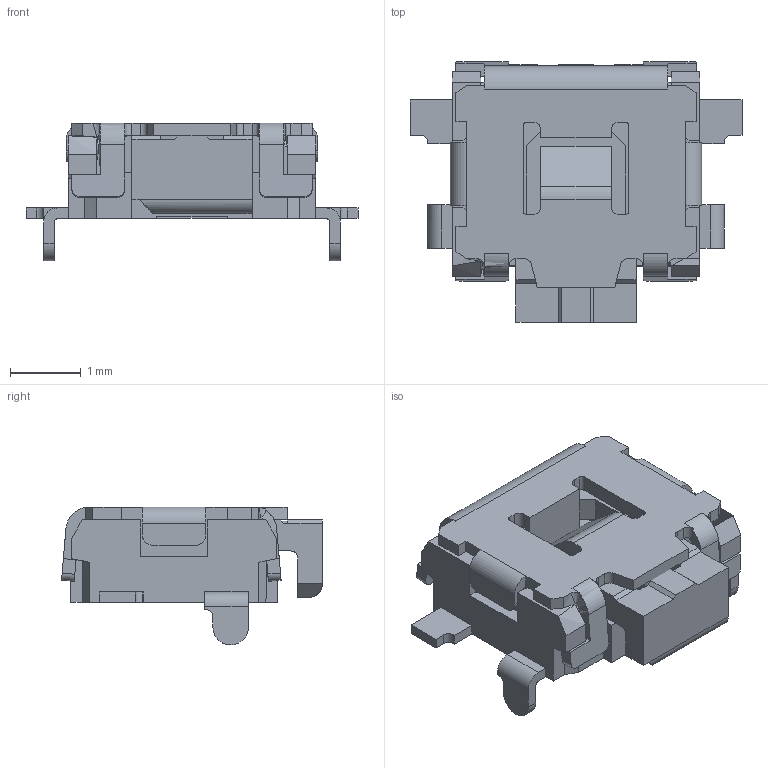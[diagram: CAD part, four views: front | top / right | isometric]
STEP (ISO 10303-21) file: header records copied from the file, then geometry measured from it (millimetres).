
FILE_DESCRIPTION(('FreeCAD Model'),'2;1');
FILE_NAME('EVQ9P701P.step','2020-11-01T16:32:26',( 'kicad StepUp'),('ksu MCAD'),'Open CASCADE STEP processor 7.4', 'FreeCAD','Unknown');
FILE_SCHEMA(('AUTOMOTIVE_DESIGN { 1 0 10303 214 1 1 1 1 }'));
Length unit declared in the file: millimetre
Products named in the file (1): EVQ9P701P
Bounding box: 4.7 x 3.69 x 1.95 mm (x, y, z)
Surface area: 65 mm2 (no closed solid volume)
Topology: 0 solids, 320 shells, 320 faces, 1838 edges, 1837 vertices
Faces by surface type: plane 260, cylinder 60
Entity records: 20055 total; most frequent: CARTESIAN_POINT 4762, DIRECTION 2416, ORIENTED_EDGE 1838, EDGE_CURVE 1838, VERTEX_POINT 1837, LINE 1530, VECTOR 1530, AXIS2_PLACEMENT_3D 443
